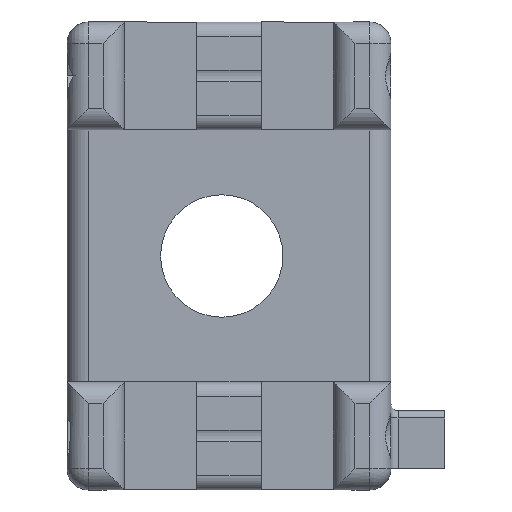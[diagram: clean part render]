
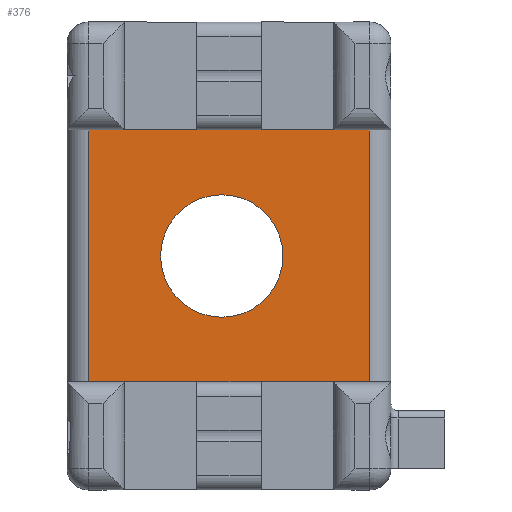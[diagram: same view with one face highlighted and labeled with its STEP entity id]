
A CAD part, left-side view. The second image highlights one B-rep face of the part: STEP entity #376.
In plain terms, the highlighted planar face has unit normal (-1, 0, 0).
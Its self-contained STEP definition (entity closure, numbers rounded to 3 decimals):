
#299 = CARTESIAN_POINT ( 'NONE',  ( -26.797, 3., -36.273 ) ) ;
#308 = EDGE_LOOP ( 'NONE', ( #8880, #1059 ) ) ;
#376 = ADVANCED_FACE ( 'NONE', ( #8127, #1022 ), #1684, .F. ) ;
#498 = VERTEX_POINT ( 'NONE', #6547 ) ;
#663 = AXIS2_PLACEMENT_3D ( 'NONE', #7480, #3906, #3709 ) ;
#672 = EDGE_CURVE ( 'NONE', #5881, #924, #7036, .T. ) ;
#916 = LINE ( 'NONE', #8842, #8617 ) ;
#924 = VERTEX_POINT ( 'NONE', #7812 ) ;
#1022 = FACE_OUTER_BOUND ( 'NONE', #8371, .T. ) ;
#1059 = ORIENTED_EDGE ( 'NONE', *, *, #6388, .T. ) ;
#1099 = DIRECTION ( 'NONE',  ( 0., 0., -1. ) ) ;
#1383 = VERTEX_POINT ( 'NONE', #8422 ) ;
#1506 = AXIS2_PLACEMENT_3D ( 'NONE', #7422, #3046, #5946 ) ;
#1551 = DIRECTION ( 'NONE',  ( 0., -1., 0. ) ) ;
#1567 = LINE ( 'NONE', #3179, #3619 ) ;
#1684 = PLANE ( 'NONE',  #663 ) ;
#2157 = EDGE_CURVE ( 'NONE', #498, #9355, #9379, .T. ) ;
#2426 = ORIENTED_EDGE ( 'NONE', *, *, #2157, .F. ) ;
#2865 = VECTOR ( 'NONE', #1551, 1000. ) ;
#2871 = ORIENTED_EDGE ( 'NONE', *, *, #6729, .T. ) ;
#3046 = DIRECTION ( 'NONE',  ( 1., 0., 0. ) ) ;
#3140 = CARTESIAN_POINT ( 'NONE',  ( -26.797, 3., -1.273 ) ) ;
#3179 = CARTESIAN_POINT ( 'NONE',  ( -26.797, 45., -36.273 ) ) ;
#3332 = CARTESIAN_POINT ( 'NONE',  ( -26.797, 23.5, -27.273 ) ) ;
#3580 = ORIENTED_EDGE ( 'NONE', *, *, #6762, .T. ) ;
#3619 = VECTOR ( 'NONE', #4456, 1000. ) ;
#3709 = DIRECTION ( 'NONE',  ( 0., 0., -1. ) ) ;
#3906 = DIRECTION ( 'NONE',  ( 1., 0., 0. ) ) ;
#4456 = DIRECTION ( 'NONE',  ( 0., -1., 0. ) ) ;
#4511 = DIRECTION ( 'NONE',  ( 0., 0., -1. ) ) ;
#5158 = CARTESIAN_POINT ( 'NONE',  ( -26.797, 45., -1.273 ) ) ;
#5374 = AXIS2_PLACEMENT_3D ( 'NONE', #5510, #8483, #1099 ) ;
#5510 = CARTESIAN_POINT ( 'NONE',  ( -26.797, 23.5, -18.773 ) ) ;
#5881 = VERTEX_POINT ( 'NONE', #3332 ) ;
#5933 = CARTESIAN_POINT ( 'NONE',  ( -26.797, 3., -1.273 ) ) ;
#5946 = DIRECTION ( 'NONE',  ( 0., 0., -1. ) ) ;
#6086 = LINE ( 'NONE', #5933, #6661 ) ;
#6208 = CIRCLE ( 'NONE', #1506, 8.5 ) ;
#6287 = ORIENTED_EDGE ( 'NONE', *, *, #6404, .T. ) ;
#6388 = EDGE_CURVE ( 'NONE', #924, #5881, #6208, .T. ) ;
#6404 = EDGE_CURVE ( 'NONE', #498, #1383, #916, .T. ) ;
#6547 = CARTESIAN_POINT ( 'NONE',  ( -26.797, 42., -1.273 ) ) ;
#6661 = VECTOR ( 'NONE', #8980, 1000. ) ;
#6729 = EDGE_CURVE ( 'NONE', #1383, #8260, #1567, .T. ) ;
#6762 = EDGE_CURVE ( 'NONE', #8260, #9355, #6086, .T. ) ;
#7036 = CIRCLE ( 'NONE', #5374, 8.5 ) ;
#7422 = CARTESIAN_POINT ( 'NONE',  ( -26.797, 23.5, -18.773 ) ) ;
#7480 = CARTESIAN_POINT ( 'NONE',  ( -26.797, 45., -36.273 ) ) ;
#7812 = CARTESIAN_POINT ( 'NONE',  ( -26.797, 23.5, -10.273 ) ) ;
#8127 = FACE_BOUND ( 'NONE', #308, .T. ) ;
#8260 = VERTEX_POINT ( 'NONE', #299 ) ;
#8371 = EDGE_LOOP ( 'NONE', ( #2871, #3580, #2426, #6287 ) ) ;
#8422 = CARTESIAN_POINT ( 'NONE',  ( -26.797, 42., -36.273 ) ) ;
#8483 = DIRECTION ( 'NONE',  ( 1., 0., 0. ) ) ;
#8617 = VECTOR ( 'NONE', #4511, 1000. ) ;
#8842 = CARTESIAN_POINT ( 'NONE',  ( -26.797, 42., -36.273 ) ) ;
#8880 = ORIENTED_EDGE ( 'NONE', *, *, #672, .T. ) ;
#8980 = DIRECTION ( 'NONE',  ( 0., 0., 1. ) ) ;
#9355 = VERTEX_POINT ( 'NONE', #3140 ) ;
#9379 = LINE ( 'NONE', #5158, #2865 ) ;
